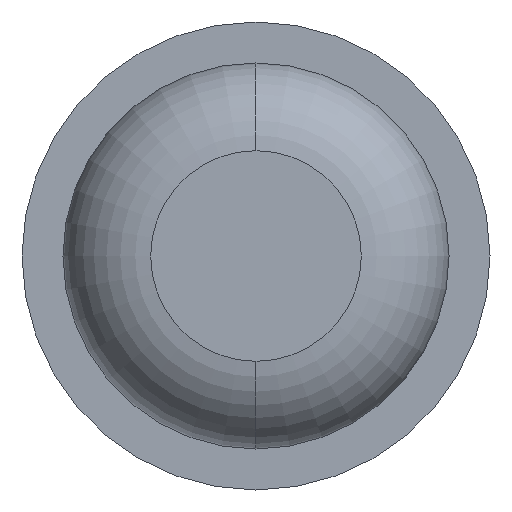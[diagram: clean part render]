
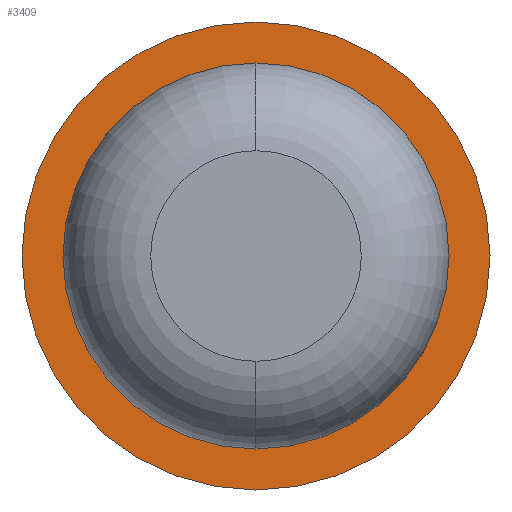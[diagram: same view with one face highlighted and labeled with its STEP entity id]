
A CAD part, front view. The second image highlights one B-rep face of the part: STEP entity #3409.
In plain terms, the highlighted planar face has unit normal (0, -1, 0).
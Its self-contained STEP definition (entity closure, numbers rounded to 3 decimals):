
#225 = EDGE_LOOP ( 'NONE', ( #1560, #2719 ) ) ;
#330 = AXIS2_PLACEMENT_3D ( 'NONE', #871, #1848, #3703 ) ;
#603 = DIRECTION ( 'NONE',  ( 0., 1., 0. ) ) ;
#799 = CIRCLE ( 'NONE', #2264, 1. ) ;
#871 = CARTESIAN_POINT ( 'NONE',  ( 0., -2., 0. ) ) ;
#897 = FACE_OUTER_BOUND ( 'NONE', #225, .T. ) ;
#920 = EDGE_CURVE ( 'Defeature ausgef�hrt1_2+Defeature ausgef�hrt1_1+Defeature ausgef�hrt1_1+Defeature ausgef�hrt1_1', #968, #2155, #799, .T. ) ;
#968 = VERTEX_POINT ( 'NONE', #1769 ) ;
#1013 = CARTESIAN_POINT ( 'NONE',  ( 0., -2., -0.825 ) ) ;
#1144 = DIRECTION ( 'NONE',  ( 0., 1., 0. ) ) ;
#1150 = EDGE_LOOP ( 'NONE', ( #1202, #2063 ) ) ;
#1202 = ORIENTED_EDGE ( 'NONE', *, *, #3524, .T. ) ;
#1212 = CARTESIAN_POINT ( 'NONE',  ( 0., -2., 0. ) ) ;
#1428 = CARTESIAN_POINT ( 'NONE',  ( 0., -2., 0.825 ) ) ;
#1433 = PLANE ( 'NONE',  #3367 ) ;
#1560 = ORIENTED_EDGE ( 'NONE', *, *, #920, .F. ) ;
#1606 = AXIS2_PLACEMENT_3D ( 'NONE', #2649, #2951, #2053 ) ;
#1769 = CARTESIAN_POINT ( 'NONE',  ( -1., -2., 0. ) ) ;
#1848 = DIRECTION ( 'NONE',  ( 0., 1., 0. ) ) ;
#2041 = DIRECTION ( 'NONE',  ( -1., 0., 0. ) ) ;
#2053 = DIRECTION ( 'NONE',  ( -1., 0., 0. ) ) ;
#2063 = ORIENTED_EDGE ( 'NONE', *, *, #3536, .T. ) ;
#2107 = VERTEX_POINT ( 'NONE', #1013 ) ;
#2155 = VERTEX_POINT ( 'NONE', #3873 ) ;
#2264 = AXIS2_PLACEMENT_3D ( 'NONE', #3041, #3919, #2041 ) ;
#2292 = AXIS2_PLACEMENT_3D ( 'NONE', #1212, #603, #3403 ) ;
#2463 = FACE_BOUND ( 'NONE', #1150, .T. ) ;
#2594 = VERTEX_POINT ( 'NONE', #1428 ) ;
#2649 = CARTESIAN_POINT ( 'NONE',  ( 0., -2., 0. ) ) ;
#2719 = ORIENTED_EDGE ( 'NONE', *, *, #2940, .F. ) ;
#2940 = EDGE_CURVE ( 'Defeature ausgef�hrt1_2+Defeature ausgef�hrt1_1+Defeature ausgef�hrt1_1+Defeature ausgef�hrt1_1', #2155, #968, #3396, .T. ) ;
#2951 = DIRECTION ( 'NONE',  ( 0., 1., 0. ) ) ;
#3041 = CARTESIAN_POINT ( 'NONE',  ( 0., -2., 0. ) ) ;
#3051 = CIRCLE ( 'NONE', #330, 0.825 ) ;
#3351 = DIRECTION ( 'NONE',  ( -1., 0., 0. ) ) ;
#3367 = AXIS2_PLACEMENT_3D ( 'NONE', #4004, #1144, #3351 ) ;
#3396 = CIRCLE ( 'NONE', #1606, 1. ) ;
#3403 = DIRECTION ( 'NONE',  ( -1., 0., 0. ) ) ;
#3409 = ADVANCED_FACE ( 'Defeature ausgef�hrt1_1', ( #897, #2463 ), #1433, .F. ) ;
#3524 = EDGE_CURVE ( 'Defeature ausgef�hrt1_1+Defeature ausgef�hrt1_4+Defeature ausgef�hrt1_4+Defeature ausgef�hrt1_4', #2594, #2107, #3997, .T. ) ;
#3536 = EDGE_CURVE ( 'Defeature ausgef�hrt1_1+Defeature ausgef�hrt1_4+Defeature ausgef�hrt1_4+Defeature ausgef�hrt1_4', #2107, #2594, #3051, .T. ) ;
#3703 = DIRECTION ( 'NONE',  ( -1., 0., 0. ) ) ;
#3873 = CARTESIAN_POINT ( 'NONE',  ( 1., -2., 0. ) ) ;
#3919 = DIRECTION ( 'NONE',  ( 0., 1., 0. ) ) ;
#3997 = CIRCLE ( 'NONE', #2292, 0.825 ) ;
#4004 = CARTESIAN_POINT ( 'NONE',  ( 0.825, -2., 0. ) ) ;
